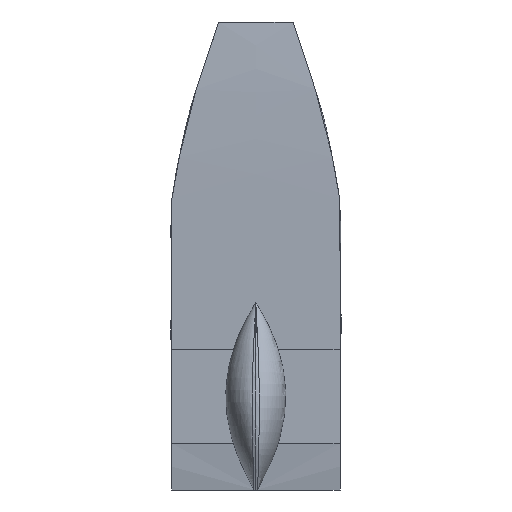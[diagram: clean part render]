
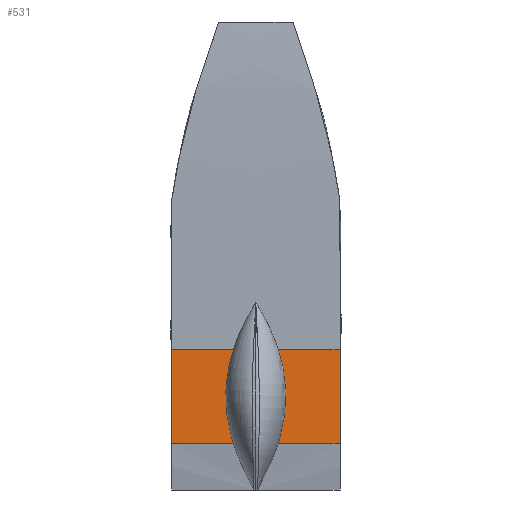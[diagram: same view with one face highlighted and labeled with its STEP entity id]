
A CAD part, top view. The second image highlights one B-rep face of the part: STEP entity #531.
In plain terms, the highlighted planar face has unit normal (0, 0, 1).
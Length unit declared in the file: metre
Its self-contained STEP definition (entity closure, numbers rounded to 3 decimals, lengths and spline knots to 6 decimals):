
#39=PLANE('',#559);
#63=FACE_OUTER_BOUND('',#92,.T.);
#92=EDGE_LOOP('',(#464,#465,#466,#467));
#110=LINE('',#7052,#138);
#119=LINE('',#11096,#147);
#120=LINE('',#11108,#148);
#121=LINE('',#11110,#149);
#138=VECTOR('',#576,0.01);
#147=VECTOR('',#591,0.01);
#148=VECTOR('',#594,0.01);
#149=VECTOR('',#597,0.01);
#223=VERTEX_POINT('',#6790);
#224=VERTEX_POINT('',#7051);
#239=VERTEX_POINT('',#11072);
#240=VERTEX_POINT('',#11095);
#280=EDGE_CURVE('',#223,#224,#110,.T.);
#314=EDGE_CURVE('',#240,#239,#119,.T.);
#316=EDGE_CURVE('',#240,#223,#120,.T.);
#317=EDGE_CURVE('',#239,#224,#121,.T.);
#464=ORIENTED_EDGE('',*,*,#314,.T.);
#465=ORIENTED_EDGE('',*,*,#317,.T.);
#466=ORIENTED_EDGE('',*,*,#280,.F.);
#467=ORIENTED_EDGE('',*,*,#316,.F.);
#531=ADVANCED_FACE('',(#63),#39,.T.);
#559=AXIS2_PLACEMENT_3D('',#11111,#598,#599);
#576=DIRECTION('',(1.,0.,0.));
#591=DIRECTION('',(1.,0.,0.));
#594=DIRECTION('',(0.,1.,0.));
#597=DIRECTION('',(0.,1.,0.));
#598=DIRECTION('center_axis',(0.,0.,1.));
#599=DIRECTION('ref_axis',(1.,0.,0.));
#6790=CARTESIAN_POINT('',(-0.9,-3.5,0.55));
#7051=CARTESIAN_POINT('',(0.9,-3.5,0.55));
#7052=CARTESIAN_POINT('',(-0.9,-3.5,0.55));
#11072=CARTESIAN_POINT('',(0.9,-4.5,0.55));
#11095=CARTESIAN_POINT('',(-0.9,-4.5,0.55));
#11096=CARTESIAN_POINT('',(-0.9,-4.5,0.55));
#11108=CARTESIAN_POINT('',(-0.9,-5.,0.55));
#11110=CARTESIAN_POINT('',(0.9,-5.,0.55));
#11111=CARTESIAN_POINT('Origin',(-0.9,-5.,0.55));
